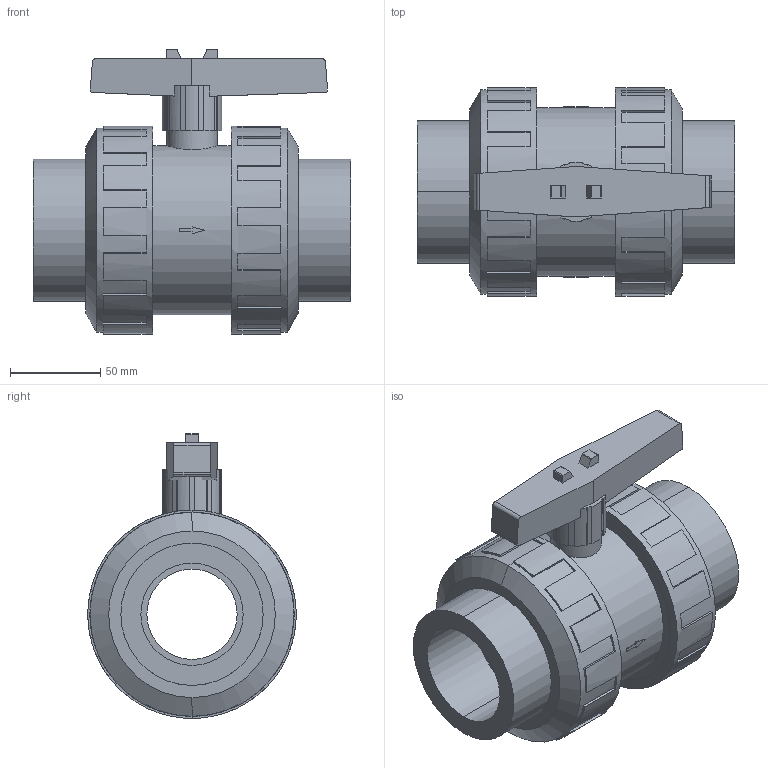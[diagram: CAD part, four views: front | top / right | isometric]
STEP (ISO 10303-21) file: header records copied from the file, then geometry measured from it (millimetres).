
FILE_DESCRIPTION(('STEP AP214'),'1');
FILE_NAME('cctmp_10B5E479-D2F9-4E7B-BE78-A09BD82E6341_2018_12_14_13_55_8_821..stp','2018-12-14T12:55:09',('Praher Valves GmbH'),('CADClick - www.CADClick.com'),'Spatial InterOp 3D',' ','unknown authorization');
FILE_SCHEMA(('AUTOMOTIVE_DESIGN'));
Length unit declared in the file: millimetre
Products named in the file (1): 125467
Bounding box: 176 x 115.3 x 157.65 mm (x, y, z)
Volume: 994786.3 mm3; surface area: 176878.2 mm2
Topology: 1 solids, 1 shells, 270 faces, 734 edges, 485 vertices
Faces by surface type: plane 206, cylinder 60, cone 4
Entity records: 10811 total; most frequent: CARTESIAN_POINT 1557, DIRECTION 1517, ORIENTED_EDGE 1468, EDGE_CURVE 734, AXIS2_PLACEMENT_3D 515, LINE 487, VECTOR 487, VERTEX_POINT 485
